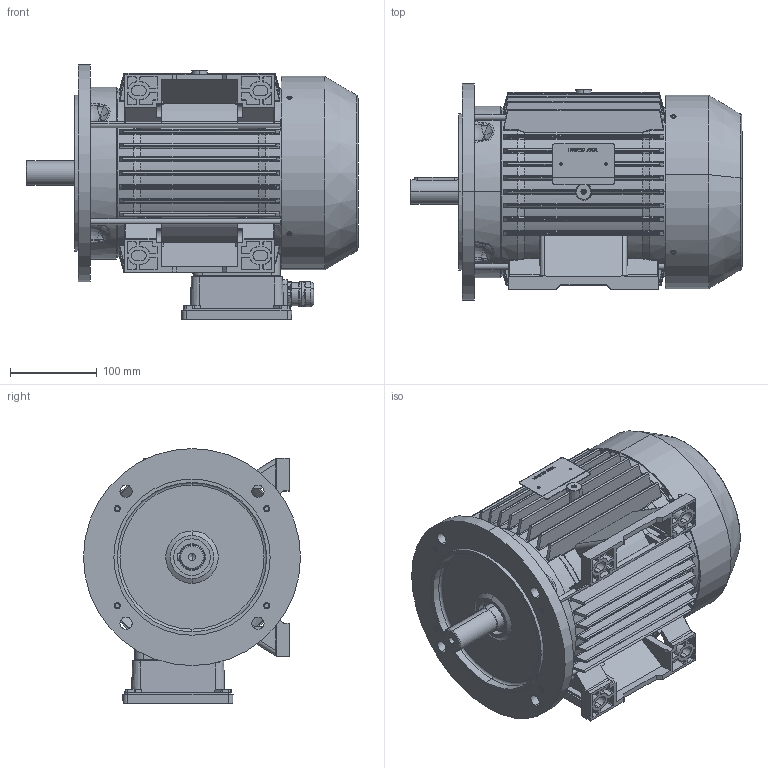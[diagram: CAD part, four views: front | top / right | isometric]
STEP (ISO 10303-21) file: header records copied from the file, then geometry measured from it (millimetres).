
FILE_DESCRIPTION (( 'STEP AP214' ), '1' );
FILE_NAME ('FCAP 112M-B3 B5-IC411-2-4-6-8 POLESS TB LEFT.STEP', '2024-09-23T06:49:48', ( '' ), ( '' ), 'SwSTEP 2.0', 'SolidWorks 2024', '' );
FILE_SCHEMA (( 'AUTOMOTIVE_DESIGN' ));
Length unit declared in the file: millimetre
Products named in the file (16): FCAP 112M-B3 B5-IC411-2-4-6-8 POLESS TB LEFT; Guarnizione scatola-coperchio tipo 100; A12723-FC112M-ALLUMINIO-B3B5 MORSETTIERA SUP; Coperchio scatola morsetti tipo 100; Tirante M7x233; Albero 112M - Autoventilato; Coprimorsettiera tipo 100_Passante doppio; Guarnizione scatola-motore tipo 100; GRUPPO COPRIMORSETTIERA 100L; Targhetta motore_LAMIERA ALLUMINIO; Tappo M25; PRESSACAVO M25; Scudo C112 post_D. cuscinetto 62; parallel_din_Parallel key A8 x 7 x 50 DIN 6885; Copriventola 112M h.84; Carcassa 112M-B3-Laterale_Forma B3
Assembly tree (19 placements, depth 3):
  FCAP 112M-B3 B5-IC411-2-4-6-8 POLESS TB LEFT
    Albero 112M - Autoventilato
    Scudo C112 post_D. cuscinetto 62
    parallel_din_Parallel key A8 x 7 x 50 DIN 6885
    Targhetta motore_LAMIERA ALLUMINIO
    Copriventola 112M h.84
    Carcassa 112M-B3-Laterale_Forma B3
    GRUPPO COPRIMORSETTIERA 100L
      Coprimorsettiera tipo 100_Passante doppio
      Coperchio scatola morsetti tipo 100
      Guarnizione scatola-coperchio tipo 100
      PRESSACAVO M25
      Tappo M25  x2
      Guarnizione scatola-motore tipo 100
    A12723-FC112M-ALLUMINIO-B3B5 MORSETTIERA SUP
    Tirante M7x233  x4
Bounding box: 382.5 x 250 x 293.5 mm (x, y, z)
Volume: 2752819.6 mm3; surface area: 1172989.2 mm2
Topology: 18 solids, 19 shells, 3556 faces, 9369 edges, 5930 vertices
Faces by surface type: plane 1400, cylinder 841, bspline 609, cone 397, torus 281, sphere 28
Entity records: 127257 total; most frequent: CARTESIAN_POINT 45209, ORIENTED_EDGE 18174, DIRECTION 15420, EDGE_CURVE 9087, VERTEX_POINT 5757, AXIS2_PLACEMENT_3D 5472, VECTOR 4476, LINE 4476
